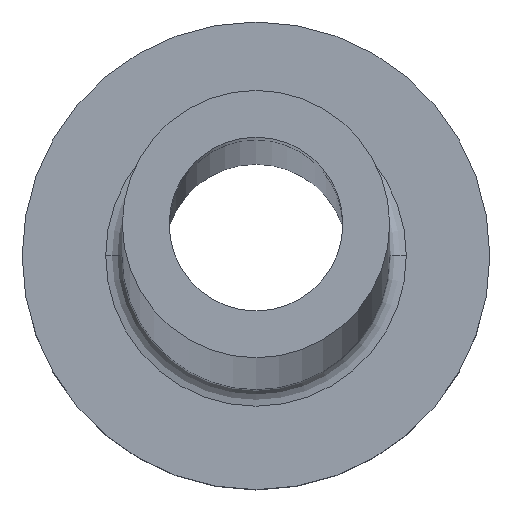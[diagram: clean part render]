
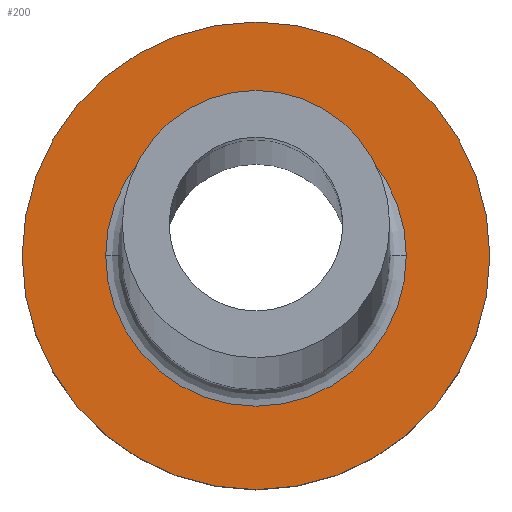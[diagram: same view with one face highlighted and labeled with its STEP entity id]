
A CAD part, top view. The second image highlights one B-rep face of the part: STEP entity #200.
In plain terms, the highlighted planar face has unit normal (0, 0, 1).
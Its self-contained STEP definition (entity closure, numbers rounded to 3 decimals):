
#7 = VERTEX_POINT ( 'NONE', #160 ) ;
#9 = EDGE_LOOP ( 'NONE', ( #150, #322 ) ) ;
#23 = DIRECTION ( 'NONE',  ( 1., 0., 0. ) ) ;
#33 = EDGE_CURVE ( 'NONE', #234, #361, #73, .T. ) ;
#43 = ORIENTED_EDGE ( 'NONE', *, *, #95, .T. ) ;
#47 = EDGE_CURVE ( 'NONE', #328, #7, #413, .T. ) ;
#51 = CARTESIAN_POINT ( 'NONE',  ( -4.5, 0., 5. ) ) ;
#52 = EDGE_LOOP ( 'NONE', ( #111, #43 ) ) ;
#66 = AXIS2_PLACEMENT_3D ( 'NONE', #125, #403, #331 ) ;
#73 = CIRCLE ( 'NONE', #382, 4.5 ) ;
#92 = CARTESIAN_POINT ( 'NONE',  ( 0., 0., 5. ) ) ;
#93 = CIRCLE ( 'NONE', #192, 7. ) ;
#95 = EDGE_CURVE ( 'NONE', #361, #234, #167, .T. ) ;
#98 = CARTESIAN_POINT ( 'NONE',  ( 4.5, 0., 5. ) ) ;
#111 = ORIENTED_EDGE ( 'NONE', *, *, #33, .T. ) ;
#125 = CARTESIAN_POINT ( 'NONE',  ( 0., 0., 5. ) ) ;
#150 = ORIENTED_EDGE ( 'NONE', *, *, #47, .T. ) ;
#160 = CARTESIAN_POINT ( 'NONE',  ( 7., 0., 5. ) ) ;
#166 = DIRECTION ( 'NONE',  ( 1., 0., 0. ) ) ;
#167 = CIRCLE ( 'NONE', #369, 4.5 ) ;
#169 = FACE_BOUND ( 'NONE', #52, .T. ) ;
#175 = PLANE ( 'NONE',  #277 ) ;
#192 = AXIS2_PLACEMENT_3D ( 'NONE', #226, #367, #334 ) ;
#200 = ADVANCED_FACE ( 'NONE', ( #169, #308 ), #175, .T. ) ;
#226 = CARTESIAN_POINT ( 'NONE',  ( 0., 0., 5. ) ) ;
#233 = DIRECTION ( 'NONE',  ( 0., 0., -1. ) ) ;
#234 = VERTEX_POINT ( 'NONE', #98 ) ;
#264 = DIRECTION ( 'NONE',  ( 0., 0., -1. ) ) ;
#273 = DIRECTION ( 'NONE',  ( 0., 0., 1. ) ) ;
#277 = AXIS2_PLACEMENT_3D ( 'NONE', #453, #273, #451 ) ;
#308 = FACE_OUTER_BOUND ( 'NONE', #9, .T. ) ;
#322 = ORIENTED_EDGE ( 'NONE', *, *, #404, .T. ) ;
#328 = VERTEX_POINT ( 'NONE', #387 ) ;
#331 = DIRECTION ( 'NONE',  ( 1., 0., 0. ) ) ;
#334 = DIRECTION ( 'NONE',  ( 1., 0., 0. ) ) ;
#361 = VERTEX_POINT ( 'NONE', #51 ) ;
#367 = DIRECTION ( 'NONE',  ( 0., 0., 1. ) ) ;
#369 = AXIS2_PLACEMENT_3D ( 'NONE', #92, #233, #166 ) ;
#382 = AXIS2_PLACEMENT_3D ( 'NONE', #438, #264, #23 ) ;
#387 = CARTESIAN_POINT ( 'NONE',  ( -7., 0., 5. ) ) ;
#403 = DIRECTION ( 'NONE',  ( 0., 0., 1. ) ) ;
#404 = EDGE_CURVE ( 'NONE', #7, #328, #93, .T. ) ;
#413 = CIRCLE ( 'NONE', #66, 7. ) ;
#438 = CARTESIAN_POINT ( 'NONE',  ( 0., 0., 5. ) ) ;
#451 = DIRECTION ( 'NONE',  ( 1., 0., 0. ) ) ;
#453 = CARTESIAN_POINT ( 'NONE',  ( 0., 0., 5. ) ) ;
